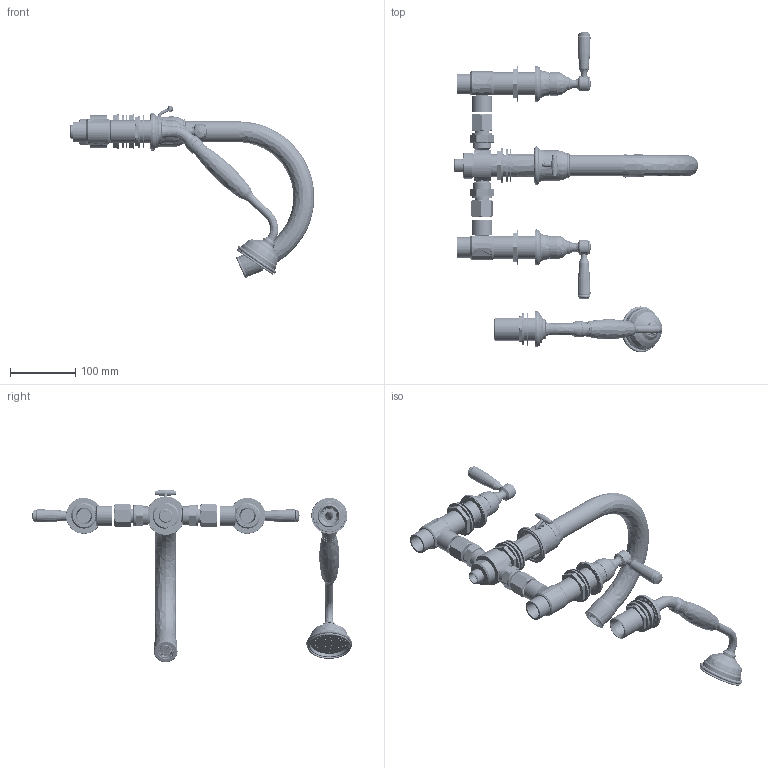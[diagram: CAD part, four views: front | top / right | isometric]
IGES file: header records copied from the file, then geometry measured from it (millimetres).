
Global section: file name: V2KA48-C M W GBC; native system: Autodesk Inventor 2018; preprocessor: unknown; author: adaniels; date: 20180307.084936; units: millimetre
Bounding box: 373.25 x 489.76 x 263.78 mm (x, y, z)
Volume: 840157.5 mm3; surface area: 503498.5 mm2
Topology: 103 solids, 112 shells, 3802 faces, 10527 edges, 7082 vertices
Faces by surface type: bspline 3802
